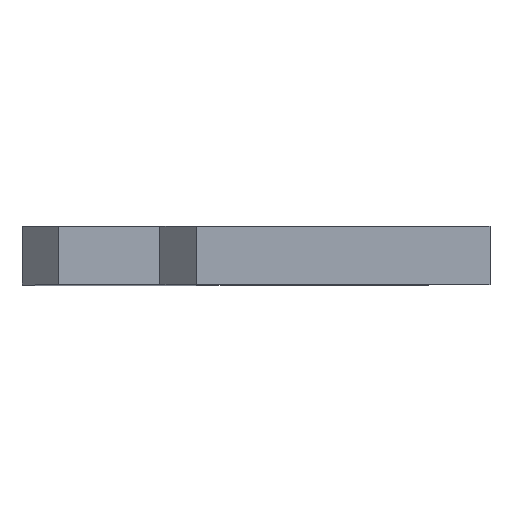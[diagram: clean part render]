
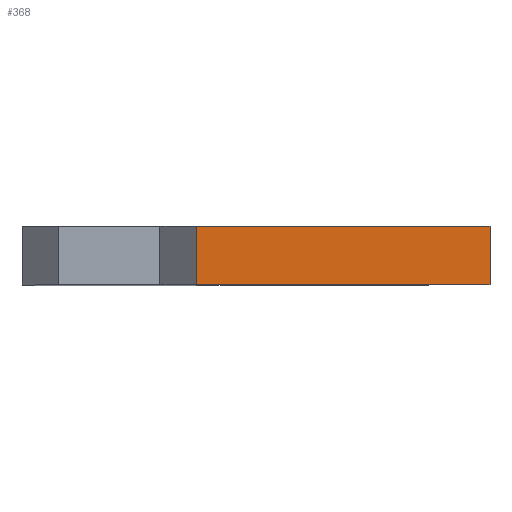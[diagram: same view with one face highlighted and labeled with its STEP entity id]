
A CAD part, top view. The second image highlights one B-rep face of the part: STEP entity #368.
In plain terms, the highlighted planar face has unit normal (0, 0, 1).
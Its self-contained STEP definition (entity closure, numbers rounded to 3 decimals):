
#79 = ORIENTED_EDGE ( 'NONE', *, *, #1225, .F. ) ;
#162 = VECTOR ( 'NONE', #1346, 1000. ) ;
#200 = CARTESIAN_POINT ( 'NONE',  ( -45., 8., 50. ) ) ;
#211 = VECTOR ( 'NONE', #1016, 1000. ) ;
#222 = PLANE ( 'NONE',  #431 ) ;
#260 = CARTESIAN_POINT ( 'NONE',  ( 5., 0., 50. ) ) ;
#265 = LINE ( 'NONE', #764, #211 ) ;
#319 = CARTESIAN_POINT ( 'NONE',  ( 45., 8., 50. ) ) ;
#368 = ADVANCED_FACE ( 'NONE', ( #1508 ), #222, .F. ) ;
#399 = LINE ( 'NONE', #887, #162 ) ;
#431 = AXIS2_PLACEMENT_3D ( 'NONE', #707, #1418, #582 ) ;
#434 = VECTOR ( 'NONE', #444, 1000. ) ;
#444 = DIRECTION ( 'NONE',  ( 0., 1., 0. ) ) ;
#453 = DIRECTION ( 'NONE',  ( 1., 0., 0. ) ) ;
#475 = EDGE_LOOP ( 'NONE', ( #738, #79, #773, #673 ) ) ;
#507 = VERTEX_POINT ( 'NONE', #260 ) ;
#582 = DIRECTION ( 'NONE',  ( -1., 0., 0. ) ) ;
#672 = CARTESIAN_POINT ( 'NONE',  ( 5., 0., 50. ) ) ;
#673 = ORIENTED_EDGE ( 'NONE', *, *, #1093, .F. ) ;
#707 = CARTESIAN_POINT ( 'NONE',  ( -45., 8., 50. ) ) ;
#738 = ORIENTED_EDGE ( 'NONE', *, *, #781, .F. ) ;
#764 = CARTESIAN_POINT ( 'NONE',  ( 45., 8., 50. ) ) ;
#773 = ORIENTED_EDGE ( 'NONE', *, *, #1121, .T. ) ;
#781 = EDGE_CURVE ( 'NONE', #794, #1282, #1031, .T. ) ;
#794 = VERTEX_POINT ( 'NONE', #921 ) ;
#887 = CARTESIAN_POINT ( 'NONE',  ( -45., 0., 50. ) ) ;
#921 = CARTESIAN_POINT ( 'NONE',  ( 5., 8., 50. ) ) ;
#1016 = DIRECTION ( 'NONE',  ( 0., -1., 0. ) ) ;
#1031 = LINE ( 'NONE', #200, #1258 ) ;
#1093 = EDGE_CURVE ( 'NONE', #1282, #1195, #265, .T. ) ;
#1121 = EDGE_CURVE ( 'NONE', #507, #1195, #399, .T. ) ;
#1195 = VERTEX_POINT ( 'NONE', #1369 ) ;
#1225 = EDGE_CURVE ( 'NONE', #507, #794, #1392, .T. ) ;
#1258 = VECTOR ( 'NONE', #453, 1000. ) ;
#1282 = VERTEX_POINT ( 'NONE', #319 ) ;
#1346 = DIRECTION ( 'NONE',  ( 1., 0., 0. ) ) ;
#1369 = CARTESIAN_POINT ( 'NONE',  ( 45., 0., 50. ) ) ;
#1392 = LINE ( 'NONE', #672, #434 ) ;
#1418 = DIRECTION ( 'NONE',  ( 0., 0., -1. ) ) ;
#1508 = FACE_OUTER_BOUND ( 'NONE', #475, .T. ) ;
